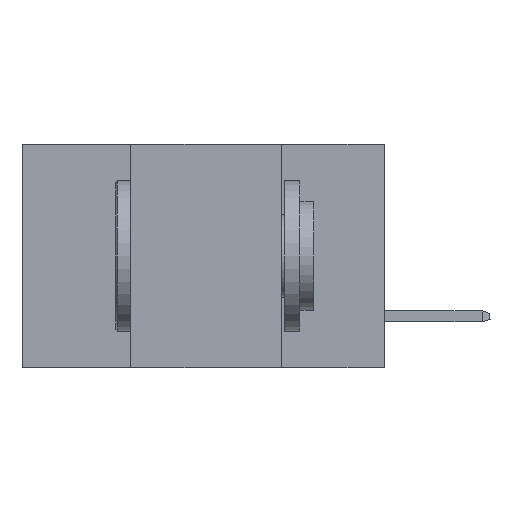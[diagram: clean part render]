
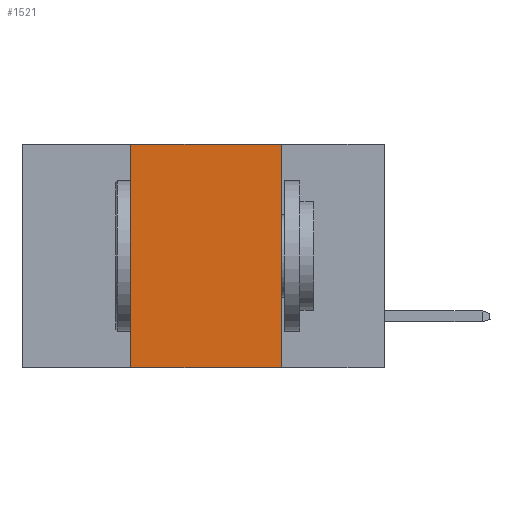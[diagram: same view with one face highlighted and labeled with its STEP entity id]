
A CAD part, left-side view. The second image highlights one B-rep face of the part: STEP entity #1521.
In plain terms, the highlighted planar face has unit normal (-1, 0, 0).
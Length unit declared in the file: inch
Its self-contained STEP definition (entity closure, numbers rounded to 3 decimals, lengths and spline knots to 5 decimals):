
#743 = CARTESIAN_POINT ( 'NONE',  ( 0., 0.42, -0.37 ) ) ;
#1185 = AXIS2_PLACEMENT_3D ( 'NONE', #9785, #18985, #14263 ) ;
#1521 = ADVANCED_FACE ( 'NONE', ( #4057 ), #3297, .F. ) ;
#3297 = PLANE ( 'NONE',  #1185 ) ;
#3887 = VECTOR ( 'NONE', #19961, 39.37008 ) ;
#4057 = FACE_OUTER_BOUND ( 'NONE', #28132, .T. ) ;
#4376 = VECTOR ( 'NONE', #18242, 39.37008 ) ;
#5084 = CARTESIAN_POINT ( 'NONE',  ( 0., 0.6, -0.37 ) ) ;
#6803 = CARTESIAN_POINT ( 'NONE',  ( 0., 0.17, 0. ) ) ;
#7793 = CARTESIAN_POINT ( 'NONE',  ( 0., 0.42, 0. ) ) ;
#9785 = CARTESIAN_POINT ( 'NONE',  ( 0., 0.6, 0. ) ) ;
#10492 = CARTESIAN_POINT ( 'NONE',  ( 0., 0.17, -0.37 ) ) ;
#10942 = EDGE_CURVE ( 'NONE', #12909, #22493, #16809, .T. ) ;
#12456 = DIRECTION ( 'NONE',  ( 0., 0., 1. ) ) ;
#12769 = LINE ( 'NONE', #5084, #4376 ) ;
#12909 = VERTEX_POINT ( 'NONE', #743 ) ;
#13094 = DIRECTION ( 'NONE',  ( 0., 0., -1. ) ) ;
#14263 = DIRECTION ( 'NONE',  ( 0., 0., -1. ) ) ;
#15057 = VECTOR ( 'NONE', #12456, 39.37008 ) ;
#15251 = CARTESIAN_POINT ( 'NONE',  ( 0., 0.17, 0. ) ) ;
#16471 = ORIENTED_EDGE ( 'NONE', *, *, #24062, .F. ) ;
#16507 = LINE ( 'NONE', #24474, #3887 ) ;
#16809 = LINE ( 'NONE', #7793, #15057 ) ;
#17192 = EDGE_CURVE ( 'NONE', #12909, #18978, #12769, .T. ) ;
#18242 = DIRECTION ( 'NONE',  ( 0., -1., 0. ) ) ;
#18978 = VERTEX_POINT ( 'NONE', #10492 ) ;
#18985 = DIRECTION ( 'NONE',  ( 1., 0., 0. ) ) ;
#19961 = DIRECTION ( 'NONE',  ( 0., -1., 0. ) ) ;
#20193 = VECTOR ( 'NONE', #13094, 39.37008 ) ;
#20868 = VERTEX_POINT ( 'NONE', #6803 ) ;
#21326 = CARTESIAN_POINT ( 'NONE',  ( 0., 0.42, 0. ) ) ;
#21718 = ORIENTED_EDGE ( 'NONE', *, *, #17192, .T. ) ;
#22493 = VERTEX_POINT ( 'NONE', #21326 ) ;
#24062 = EDGE_CURVE ( 'NONE', #20868, #18978, #28239, .T. ) ;
#24203 = ORIENTED_EDGE ( 'NONE', *, *, #10942, .F. ) ;
#24474 = CARTESIAN_POINT ( 'NONE',  ( 0., 0.6, 0. ) ) ;
#28132 = EDGE_LOOP ( 'NONE', ( #16471, #28484, #24203, #21718 ) ) ;
#28158 = EDGE_CURVE ( 'NONE', #22493, #20868, #16507, .T. ) ;
#28239 = LINE ( 'NONE', #15251, #20193 ) ;
#28484 = ORIENTED_EDGE ( 'NONE', *, *, #28158, .F. ) ;
